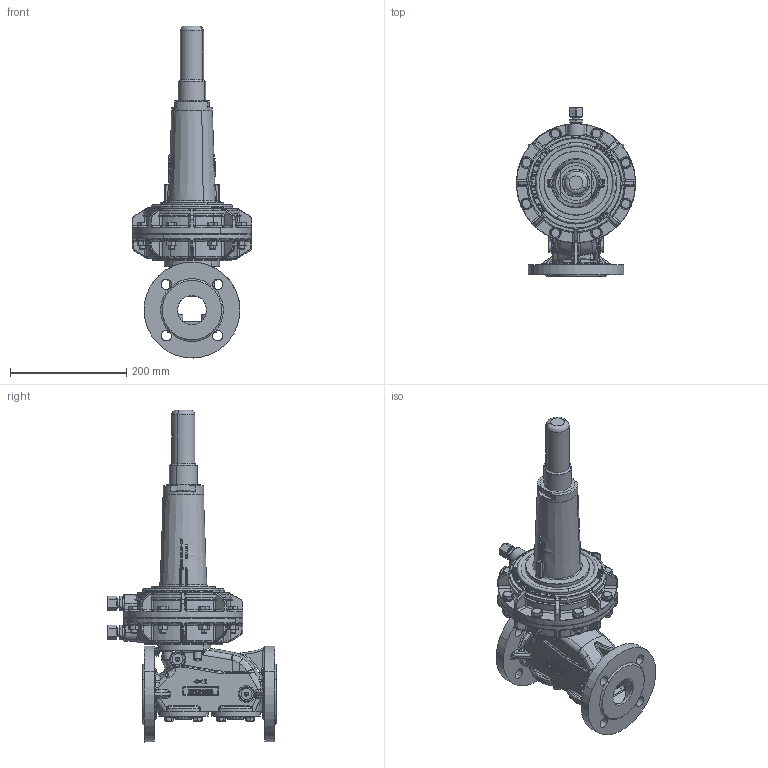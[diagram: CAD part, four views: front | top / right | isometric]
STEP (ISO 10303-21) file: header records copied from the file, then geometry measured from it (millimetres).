
FILE_DESCRIPTION(('CATIA V5 STEP Exchange'),'2;1');
FILE_NAME('R250-050-205-HDS.stp','2021-09-29T05:29:35+00:00',('none'),('none'),'CATIA Version 5-6 Release 2018 SP2','CATIA V5 STEP AP203','none');
FILE_SCHEMA(('CONFIG_CONTROL_DESIGN'));
Products named in the file (1): R250-050-205-HDS
Bounding box: 205 x 290.3 x 571.48 mm (x, y, z)
Surface area: 475273 mm2 (no closed solid volume)
Topology: 0 solids, 120 shells, 3252 faces, 15335 edges, 11612 vertices
Faces by surface type: plane 1660, cylinder 687, bspline 367, torus 307, cone 156, sphere 75
Entity records: 195211 total; most frequent: CARTESIAN_POINT 89678, ORIENTED_EDGE 22457, EDGE_CURVE 15315, DIRECTION 14900, VERTEX_POINT 11612, VECTOR 8010, LINE 8010, B_SPLINE_CURVE_WITH_KNOTS 5118
